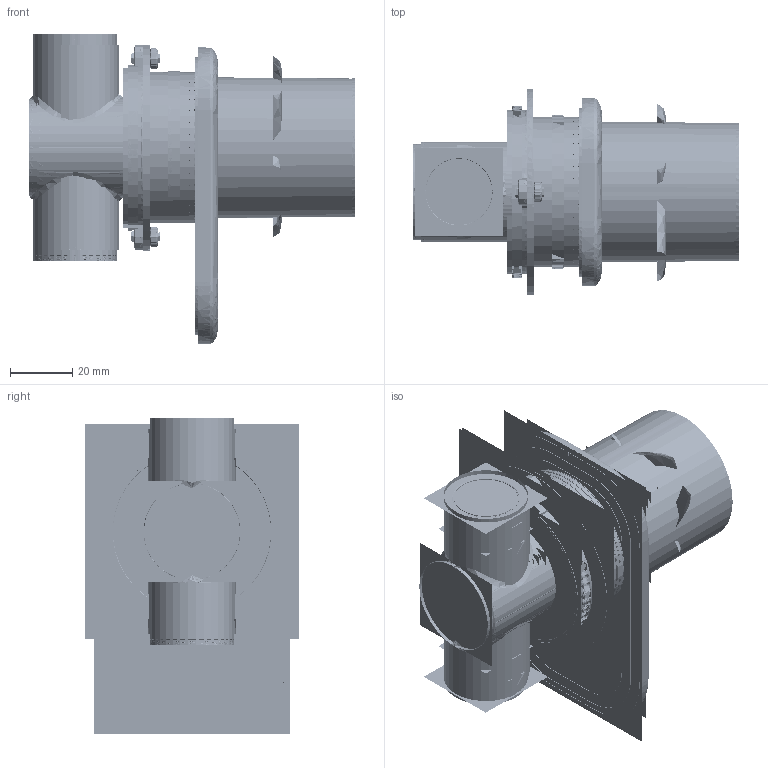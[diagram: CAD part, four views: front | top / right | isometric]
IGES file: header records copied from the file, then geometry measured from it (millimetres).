
Start section:  PTC IGES file: concealed-shower.igs
Global section: file name: concealed-shower.igs; native system: Creo Parametric by PTC Inc.; preprocessor: 2014440; author: 10114244; organization: Unknown; date: 20190305.144032; units: millimetre
Bounding box: 104.23 x 68.7 x 101.16 mm (x, y, z)
Surface area: 2248373.9 mm2 (no closed solid volume)
Topology: 0 solids, 0 shells, 8439 faces, 145885 edges, 188427 vertices
Faces by surface type: bspline 5096, revolution 3287, extrusion 56
